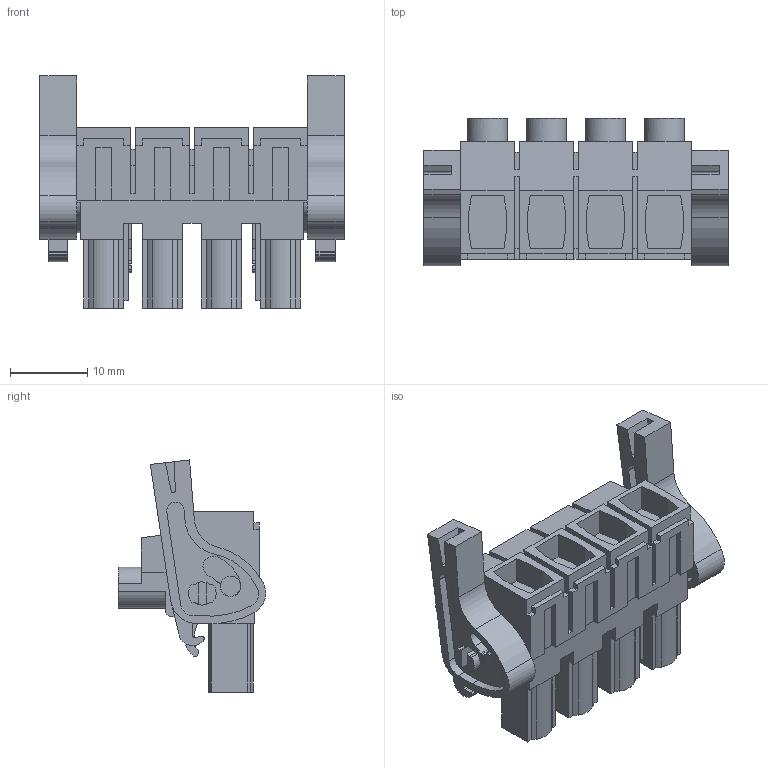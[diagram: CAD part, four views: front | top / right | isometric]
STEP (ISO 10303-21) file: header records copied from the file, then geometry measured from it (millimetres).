
FILE_DESCRIPTION(('CATIA V5 STEP Exchange','CAx-IF Rec.Pracs.--- Model Styling and Organization---1.2---2011-12-15'),'2;1');
FILE_NAME ('D1448463_0', '2017-06-08T09:12:46+00:00', ('none'), ('Weidmueller'), 'CATIA Version 5-6 Release 2014', 'CATIA V5 STEP AP214', 'none');
FILE_SCHEMA(('AUTOMOTIVE_DESIGN { 1 0 10303 214 1 1 1 1 }'));
Length unit declared in the file: millimetre
Products named in the file (1): 1093450000
Bounding box: 39.36 x 19.05 x 30.02 mm (x, y, z)
Volume: 6719.4 mm3; surface area: 6308.2 mm2
Topology: 7 solids, 7 shells, 583 faces, 1657 edges, 1114 vertices
Faces by surface type: plane 423, cylinder 158, extrusion 2
Entity records: 18585 total; most frequent: CARTESIAN_POINT 3321, ORIENTED_EDGE 3314, DIRECTION 2545, EDGE_CURVE 1657, VECTOR 1295, LINE 1293, VERTEX_POINT 1114, AXIS2_PLACEMENT_3D 802
